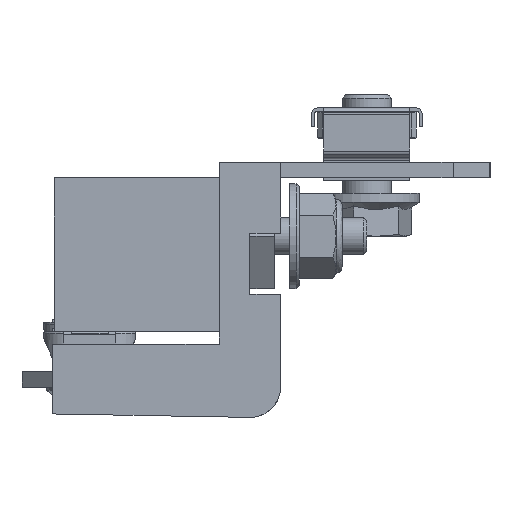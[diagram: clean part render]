
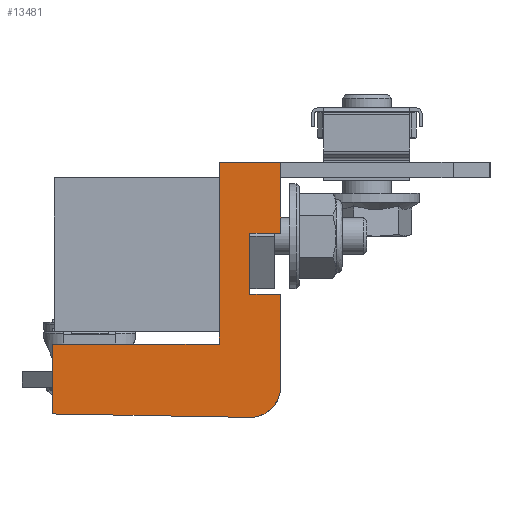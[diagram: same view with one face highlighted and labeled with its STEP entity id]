
A CAD part, left-side view. The second image highlights one B-rep face of the part: STEP entity #13481.
In plain terms, the highlighted planar face has unit normal (-1, 0, -0.009).
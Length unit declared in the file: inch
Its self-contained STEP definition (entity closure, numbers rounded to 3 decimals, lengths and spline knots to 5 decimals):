
#201 = CARTESIAN_POINT ( 'NONE',  ( -0.76772, 0.18828, 1.38328 ) ) ;
#401 = CARTESIAN_POINT ( 'NONE',  ( -0.75758, -0.00857, 0.22186 ) ) ;
#1030 = ORIENTED_EDGE ( 'NONE', *, *, #6208, .T. ) ;
#1553 = VERTEX_POINT ( 'NONE', #23251 ) ;
#1866 = VECTOR ( 'NONE', #18258, 39.37008 ) ;
#1873 = VECTOR ( 'NONE', #7723, 39.37008 ) ;
#1982 = CARTESIAN_POINT ( 'NONE',  ( -0.76036, -0.00857, 0.54038 ) ) ;
#1996 = LINE ( 'NONE', #11071, #1873 ) ;
#2040 = LINE ( 'NONE', #11113, #21445 ) ;
#2126 = ORIENTED_EDGE ( 'NONE', *, *, #7784, .F. ) ;
#2136 = EDGE_CURVE ( 'NONE', #20982, #15058, #23409, .T. ) ;
#2894 = FACE_OUTER_BOUND ( 'NONE', #20456, .T. ) ;
#2958 = EDGE_CURVE ( 'NONE', #13556, #6942, #2040, .T. ) ;
#3395 = LINE ( 'NONE', #17877, #8112 ) ;
#4038 = VERTEX_POINT ( 'NONE', #10999 ) ;
#4140 = CARTESIAN_POINT ( 'NONE',  ( -0.75349, -0.00514, -0.24708 ) ) ;
#4397 = CARTESIAN_POINT ( 'NONE',  ( -0.75521, -0.20542, -0.05026 ) ) ;
#4561 = CARTESIAN_POINT ( 'NONE',  ( -0.76772, -0.00857, 1.38328 ) ) ;
#4805 = CARTESIAN_POINT ( 'NONE',  ( -0.75758, 1.25127, 0.22186 ) ) ;
#5418 = DIRECTION ( 'NONE',  ( 0., -1., 0. ) ) ;
#5579 = CARTESIAN_POINT ( 'NONE',  ( -0.75758, 0.18828, 0.22186 ) ) ;
#6208 = EDGE_CURVE ( 'NONE', #13622, #1553, #1996, .T. ) ;
#6942 = VERTEX_POINT ( 'NONE', #19323 ) ;
#7353 = DIRECTION ( 'NONE',  ( 0., 1., 0. ) ) ;
#7723 = DIRECTION ( 'NONE',  ( 0.009, 0., -1. ) ) ;
#7784 = EDGE_CURVE ( 'NONE', #16315, #1553, #12271, .T. ) ;
#7804 = LINE ( 'NONE', #16908, #21884 ) ;
#7868 = VECTOR ( 'NONE', #13304, 39.37008 ) ;
#7893 = VERTEX_POINT ( 'NONE', #201 ) ;
#7922 = DIRECTION ( 'NONE',  ( -0.009, 0., 1. ) ) ;
#7943 = EDGE_CURVE ( 'NONE', #7893, #16276, #14546, .T. ) ;
#8112 = VECTOR ( 'NONE', #5418, 39.37008 ) ;
#9144 = DIRECTION ( 'NONE',  ( 0., 1., 0. ) ) ;
#9831 = DIRECTION ( 'NONE',  ( -0.009, 0., 1. ) ) ;
#10252 = CARTESIAN_POINT ( 'NONE',  ( -0.75349, -0.00514, -0.24708 ) ) ;
#10483 = DIRECTION ( 'NONE',  ( -0.009, 0., 1. ) ) ;
#10593 = EDGE_CURVE ( 'NONE', #15058, #7893, #20396, .T. ) ;
#10999 = CARTESIAN_POINT ( 'NONE',  ( -0.76036, -0.20542, 0.54038 ) ) ;
#11057 = ORIENTED_EDGE ( 'NONE', *, *, #16547, .T. ) ;
#11071 = CARTESIAN_POINT ( 'NONE',  ( -0.75758, 1.25127, 0.22186 ) ) ;
#11113 = CARTESIAN_POINT ( 'NONE',  ( -0.76772, -0.00857, 1.38328 ) ) ;
#11359 = DIRECTION ( 'NONE',  ( -0.009, 0., 1. ) ) ;
#11852 = EDGE_CURVE ( 'NONE', #4038, #13556, #16811, .T. ) ;
#11857 = VECTOR ( 'NONE', #7353, 39.37008 ) ;
#11883 = ORIENTED_EDGE ( 'NONE', *, *, #10593, .T. ) ;
#12076 = ORIENTED_EDGE ( 'NONE', *, *, #21667, .T. ) ;
#12080 =( BOUNDED_CURVE ( )  B_SPLINE_CURVE ( 3, ( #23621, #21708, #19565, #21475 ),
 .UNSPECIFIED., .F., .F. ) 
 B_SPLINE_CURVE_WITH_KNOTS ( ( 4, 4 ),
 ( 6.26573, 7.85398 ),
 .UNSPECIFIED. ) 
 CURVE ( )  GEOMETRIC_REPRESENTATION_ITEM ( )  RATIONAL_B_SPLINE_CURVE ( ( 1., 0.801, 0.801, 1. ) ) 
 REPRESENTATION_ITEM ( '' )  );
#12271 = LINE ( 'NONE', #10252, #14834 ) ;
#13304 = DIRECTION ( 'NONE',  ( 0., 1., 0. ) ) ;
#13481 = ADVANCED_FACE ( 'NONE', ( #2894 ), #22637, .T. ) ;
#13556 = VERTEX_POINT ( 'NONE', #15932 ) ;
#13622 = VERTEX_POINT ( 'NONE', #4805 ) ;
#14124 = EDGE_CURVE ( 'NONE', #17627, #4038, #7804, .T. ) ;
#14546 = LINE ( 'NONE', #14790, #1866 ) ;
#14586 = VECTOR ( 'NONE', #10483, 39.37008 ) ;
#14790 = CARTESIAN_POINT ( 'NONE',  ( -0.76772, 0.18828, 1.38328 ) ) ;
#14834 = VECTOR ( 'NONE', #19470, 39.37008 ) ;
#15012 = CARTESIAN_POINT ( 'NONE',  ( -0.76772, -0.00857, 1.38328 ) ) ;
#15058 = VERTEX_POINT ( 'NONE', #20800 ) ;
#15380 = ORIENTED_EDGE ( 'NONE', *, *, #2136, .T. ) ;
#15463 = LINE ( 'NONE', #401, #7868 ) ;
#15576 = DIRECTION ( 'NONE',  ( -1., 0., -0.009 ) ) ;
#15932 = CARTESIAN_POINT ( 'NONE',  ( -0.76036, -0.00857, 0.54038 ) ) ;
#16276 = VERTEX_POINT ( 'NONE', #5579 ) ;
#16315 = VERTEX_POINT ( 'NONE', #4140 ) ;
#16547 = EDGE_CURVE ( 'NONE', #16315, #17627, #12080, .T. ) ;
#16773 = ORIENTED_EDGE ( 'NONE', *, *, #11852, .T. ) ;
#16811 = LINE ( 'NONE', #1982, #17219 ) ;
#16908 = CARTESIAN_POINT ( 'NONE',  ( -0.76772, -0.20542, 1.38328 ) ) ;
#17219 = VECTOR ( 'NONE', #9144, 39.37008 ) ;
#17627 = VERTEX_POINT ( 'NONE', #4397 ) ;
#17877 = CARTESIAN_POINT ( 'NONE',  ( -0.76377, -0.00857, 0.93052 ) ) ;
#18258 = DIRECTION ( 'NONE',  ( 0.009, 0., -1. ) ) ;
#18325 = CARTESIAN_POINT ( 'NONE',  ( -0.76377, -0.20542, 0.93052 ) ) ;
#19149 = ORIENTED_EDGE ( 'NONE', *, *, #19467, .T. ) ;
#19323 = CARTESIAN_POINT ( 'NONE',  ( -0.76377, -0.00857, 0.93052 ) ) ;
#19467 = EDGE_CURVE ( 'NONE', #6942, #20982, #3395, .T. ) ;
#19470 = DIRECTION ( 'NONE',  ( 0., 1., 0.017 ) ) ;
#19565 = CARTESIAN_POINT ( 'NONE',  ( -0.75419, -0.20542, -0.16718 ) ) ;
#20333 = AXIS2_PLACEMENT_3D ( 'NONE', #4561, #15576, #9831 ) ;
#20396 = LINE ( 'NONE', #15012, #11857 ) ;
#20456 = EDGE_LOOP ( 'NONE', ( #2126, #11057, #21969, #16773, #23142, #19149, #15380, #11883, #21919, #12076, #1030 ) ) ;
#20800 = CARTESIAN_POINT ( 'NONE',  ( -0.76772, -0.20542, 1.38328 ) ) ;
#20982 = VERTEX_POINT ( 'NONE', #18325 ) ;
#21445 = VECTOR ( 'NONE', #11359, 39.37008 ) ;
#21475 = CARTESIAN_POINT ( 'NONE',  ( -0.75521, -0.20542, -0.05026 ) ) ;
#21493 = CARTESIAN_POINT ( 'NONE',  ( -0.76772, -0.20542, 1.38328 ) ) ;
#21667 = EDGE_CURVE ( 'NONE', #16276, #13622, #15463, .T. ) ;
#21708 = CARTESIAN_POINT ( 'NONE',  ( -0.75347, -0.12203, -0.24912 ) ) ;
#21884 = VECTOR ( 'NONE', #7922, 39.37008 ) ;
#21919 = ORIENTED_EDGE ( 'NONE', *, *, #7943, .T. ) ;
#21969 = ORIENTED_EDGE ( 'NONE', *, *, #14124, .T. ) ;
#22637 = PLANE ( 'NONE',  #20333 ) ;
#23142 = ORIENTED_EDGE ( 'NONE', *, *, #2958, .T. ) ;
#23251 = CARTESIAN_POINT ( 'NONE',  ( -0.75368, 1.25127, -0.22515 ) ) ;
#23409 = LINE ( 'NONE', #21493, #14586 ) ;
#23621 = CARTESIAN_POINT ( 'NONE',  ( -0.75349, -0.00514, -0.24708 ) ) ;
